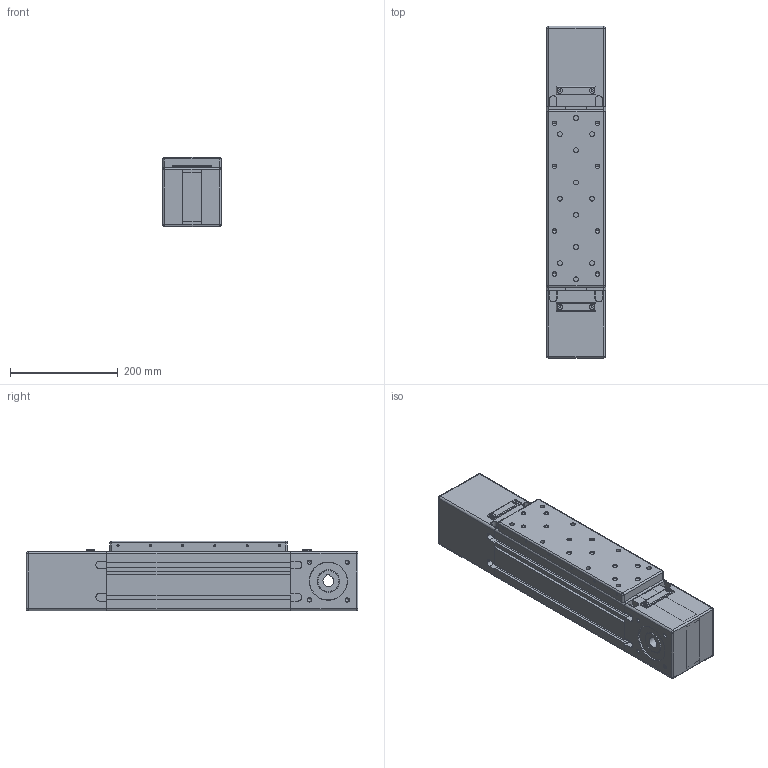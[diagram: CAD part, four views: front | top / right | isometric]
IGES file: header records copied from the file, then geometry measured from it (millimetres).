
Global section: file name: No Iges File Name specified; native system: Autodesk Inventor 2011; preprocessor: AutoDesk Inventor Iges Exporter R2011; author: Matej; date: 20110523.110129; units: millimetre
Bounding box: 110 x 617 x 129 mm (x, y, z)
Volume: 7129735.6 mm3; surface area: 713196.6 mm2
Topology: 4 solids, 20 shells, 1288 faces, 3454 edges, 2099 vertices
Faces by surface type: plane 520, revolution 272, bspline 220, cylinder 182, sphere 48, cone 30, torus 16
